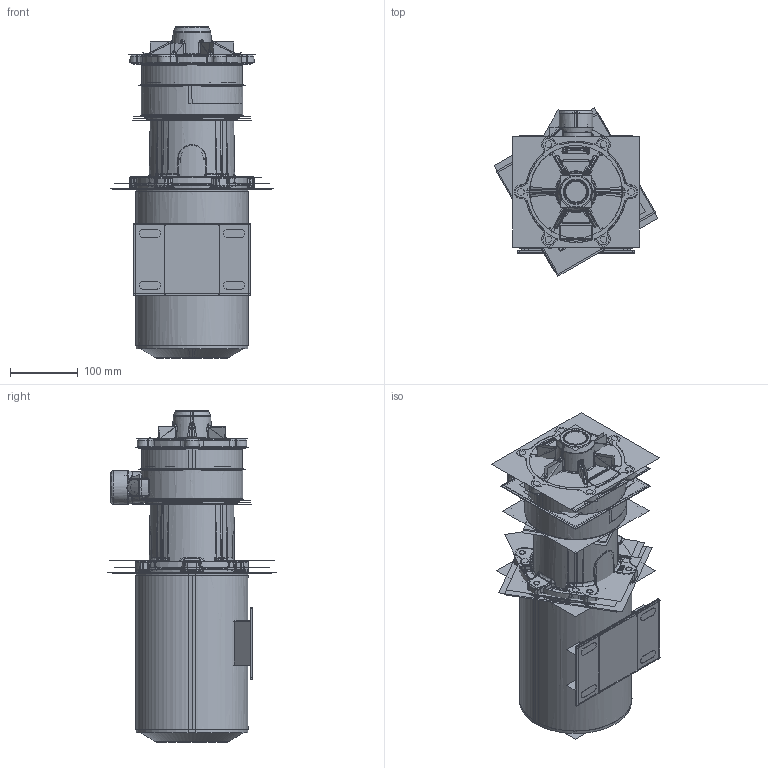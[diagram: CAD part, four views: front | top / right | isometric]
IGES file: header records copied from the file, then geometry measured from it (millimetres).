
Start section:  PTC IGES file: 87237659-00.igs
Global section: file name: 87237659-00.igs; native system: Creo Parametric by PTC Inc.; preprocessor: 2021063; author: santl04; organization: Unknown; date: 20220113.091237; units: millimetre
Bounding box: 241.02 x 247.67 x 488.25 mm (x, y, z)
Volume: 7431462.6 mm3; surface area: 3842860.8 mm2
Topology: 5 solids, 21 shells, 4536 faces, 21956 edges, 26862 vertices
Faces by surface type: bspline 3292, revolution 1244
